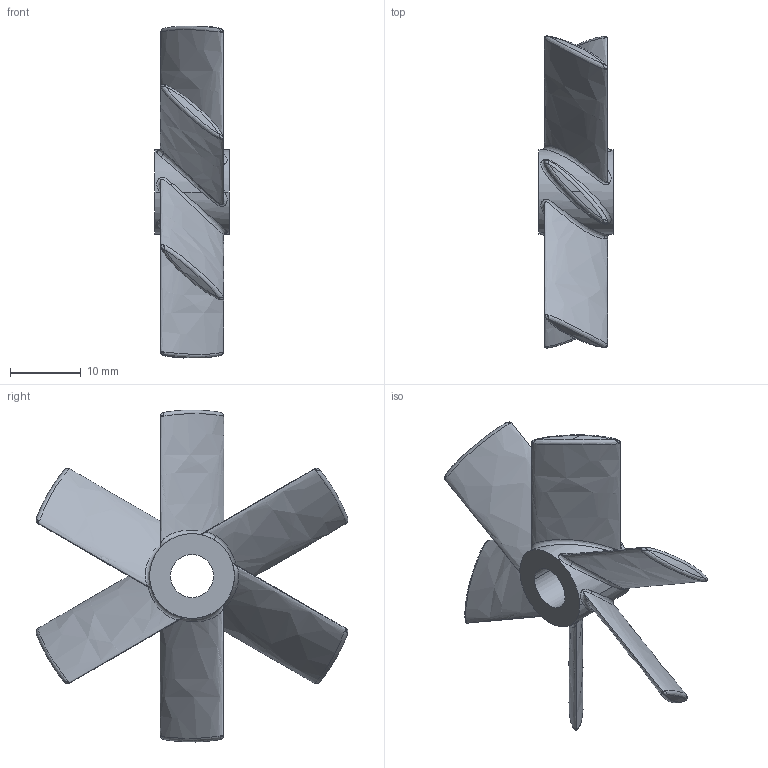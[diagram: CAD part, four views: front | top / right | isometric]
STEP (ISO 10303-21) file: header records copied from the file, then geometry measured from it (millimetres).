
FILE_DESCRIPTION (( 'STEP AP214' ), '1' );
FILE_NAME ('helice 12 mm flexion 49 v3 amincie inverse.STEP', '2021-08-25T06:53:18', ( '' ), ( '' ), 'SwSTEP 2.0', 'SolidWorks 2020', '' );
FILE_SCHEMA (( 'AUTOMOTIVE_DESIGN' ));
Length unit declared in the file: millimetre
Products named in the file (1): helice 12 mm flexion 49 v3 amincie inverse
Bounding box: 10.5 x 44.16 x 47 mm (x, y, z)
Volume: 2985 mm3; surface area: 3491.7 mm2
Topology: 1 solids, 1 shells, 73 faces, 207 edges, 126 vertices
Faces by surface type: bspline 60, cylinder 11, plane 2
Entity records: 16691 total; most frequent: CARTESIAN_POINT 15363, ORIENTED_EDGE 390, EDGE_CURVE 195, B_SPLINE_CURVE_WITH_KNOTS 130, VERTEX_POINT 126, DIRECTION 89, EDGE_LOOP 77, ADVANCED_FACE 73
